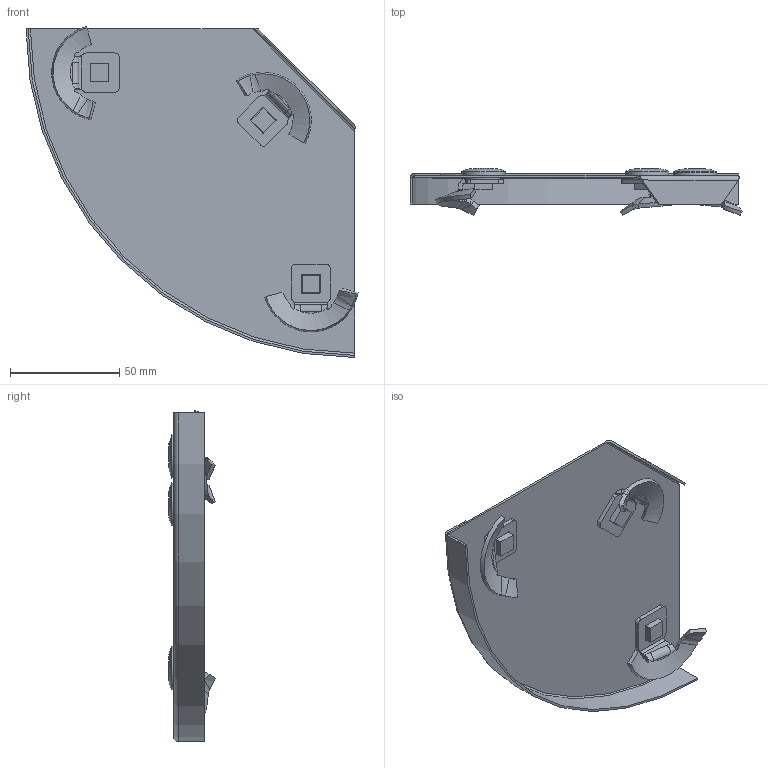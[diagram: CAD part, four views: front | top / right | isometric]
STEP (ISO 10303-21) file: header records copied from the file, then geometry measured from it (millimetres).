
FILE_DESCRIPTION (( 'STEP AP214' ), '1' );
FILE_NAME ('7129610.stp', '2021-07-13T09:33:29', ( '' ), ( '' ), 'SwSTEP 2.0', 'SolidWorks 2020', '' );
FILE_SCHEMA (( 'AUTOMOTIVE_DESIGN' ));
Length unit declared in the file: millimetre
Products named in the file (8): 120072_Standard; KTS 08.039-112_Standard; 099600_Standard; KTS 08.039-120_R=100; 7129610; 109905_quadratisch
Assembly tree (11 placements, depth 3):
  7129610
    KTS 08.039-112_Standard
    KTS 08.039-120_R=100
    120072_Standard
      099600_Standard
      109905_quadratisch
    120072_Standard
      099600_Standard
      109905_quadratisch
    120072_Standard
      099600_Standard
      109905_quadratisch
Bounding box: 152.07 x 21.36 x 151.61 mm (x, y, z)
Volume: 31351.1 mm3; surface area: 54891.6 mm2
Topology: 8 solids, 8 shells, 295 faces, 743 edges, 470 vertices
Faces by surface type: plane 117, bspline 104, cylinder 45, cone 21, torus 8
Full cylindrical faces by diameter (mm): 16.5 x3
Entity records: 5642 total; most frequent: CARTESIAN_POINT 2898, ORIENTED_EDGE 564, DIRECTION 418, EDGE_CURVE 282, VERTEX_POINT 181, AXIS2_PLACEMENT_3D 158, EDGE_LOOP 137, FACE_OUTER_BOUND 124
